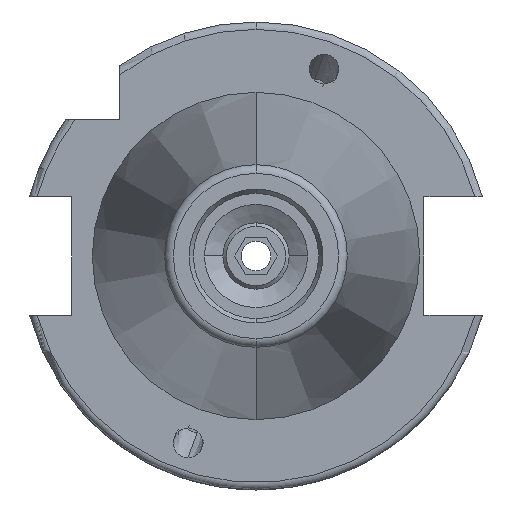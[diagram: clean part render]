
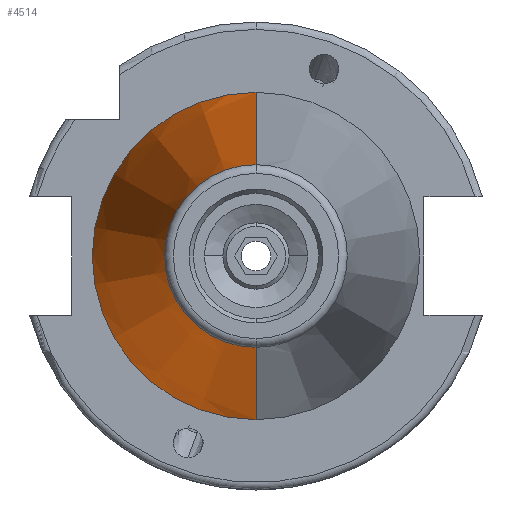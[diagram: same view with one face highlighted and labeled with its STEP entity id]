
A CAD part, left-side view. The second image highlights one B-rep face of the part: STEP entity #4514.
In plain terms, the highlighted conical face has half-angle 8.297 degrees and reference radius 22.225 mm.
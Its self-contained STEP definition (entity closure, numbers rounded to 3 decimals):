
#119 = DIRECTION ( 'NONE',  ( 0., -1., 0. ) ) ;
#289 = LINE ( 'NONE', #4136, #4265 ) ;
#346 = CONICAL_SURFACE ( 'NONE', #5957, 22.225, 0.145 ) ;
#370 = EDGE_CURVE ( 'NONE', #6636, #651, #289, .T. ) ;
#446 = CARTESIAN_POINT ( 'NONE',  ( 0., 22.225, 0. ) ) ;
#651 = VERTEX_POINT ( 'NONE', #3609 ) ;
#1104 = CIRCLE ( 'NONE', #1531, 22.225 ) ;
#1217 = ORIENTED_EDGE ( 'NONE', *, *, #1988, .F. ) ;
#1384 = ORIENTED_EDGE ( 'NONE', *, *, #2108, .T. ) ;
#1479 = VERTEX_POINT ( 'NONE', #446 ) ;
#1531 = AXIS2_PLACEMENT_3D ( 'NONE', #6303, #3223, #119 ) ;
#1596 = CARTESIAN_POINT ( 'NONE',  ( 0., 22.225, 0. ) ) ;
#1988 = EDGE_CURVE ( 'NONE', #6434, #1479, #6189, .T. ) ;
#2108 = EDGE_CURVE ( 'NONE', #651, #1479, #1104, .T. ) ;
#2535 = CARTESIAN_POINT ( 'NONE',  ( 0., 0., 0. ) ) ;
#2886 = CARTESIAN_POINT ( 'NONE',  ( -67.373, 12.4, 0. ) ) ;
#2951 = DIRECTION ( 'NONE',  ( -1., 0., 0. ) ) ;
#3014 = CARTESIAN_POINT ( 'NONE',  ( -67.373, -12.4, 0. ) ) ;
#3133 = AXIS2_PLACEMENT_3D ( 'NONE', #6046, #2951, #6555 ) ;
#3223 = DIRECTION ( 'NONE',  ( -1., 0., 0. ) ) ;
#3575 = FACE_OUTER_BOUND ( 'NONE', #4819, .T. ) ;
#3609 = CARTESIAN_POINT ( 'NONE',  ( 0., -22.225, 0. ) ) ;
#4136 = CARTESIAN_POINT ( 'NONE',  ( 0., -22.225, 0. ) ) ;
#4154 = DIRECTION ( 'NONE',  ( 0.99, 0.144, 0. ) ) ;
#4265 = VECTOR ( 'NONE', #4672, 1000. ) ;
#4383 = ORIENTED_EDGE ( 'NONE', *, *, #370, .T. ) ;
#4469 = ORIENTED_EDGE ( 'NONE', *, *, #5828, .F. ) ;
#4514 = ADVANCED_FACE ( 'NONE', ( #3575 ), #346, .T. ) ;
#4604 = DIRECTION ( 'NONE',  ( 1., 0., 0. ) ) ;
#4672 = DIRECTION ( 'NONE',  ( 0.99, -0.144, 0. ) ) ;
#4819 = EDGE_LOOP ( 'NONE', ( #4469, #4383, #1384, #1217 ) ) ;
#5615 = DIRECTION ( 'NONE',  ( 0., 1., 0. ) ) ;
#5828 = EDGE_CURVE ( 'NONE', #6636, #6434, #6472, .T. ) ;
#5957 = AXIS2_PLACEMENT_3D ( 'NONE', #2535, #4604, #5615 ) ;
#6046 = CARTESIAN_POINT ( 'NONE',  ( -67.373, 0., 0. ) ) ;
#6189 = LINE ( 'NONE', #1596, #6342 ) ;
#6303 = CARTESIAN_POINT ( 'NONE',  ( 0., 0., 0. ) ) ;
#6342 = VECTOR ( 'NONE', #4154, 1000. ) ;
#6434 = VERTEX_POINT ( 'NONE', #2886 ) ;
#6472 = CIRCLE ( 'NONE', #3133, 12.4 ) ;
#6555 = DIRECTION ( 'NONE',  ( 0., -1., 0. ) ) ;
#6636 = VERTEX_POINT ( 'NONE', #3014 ) ;
